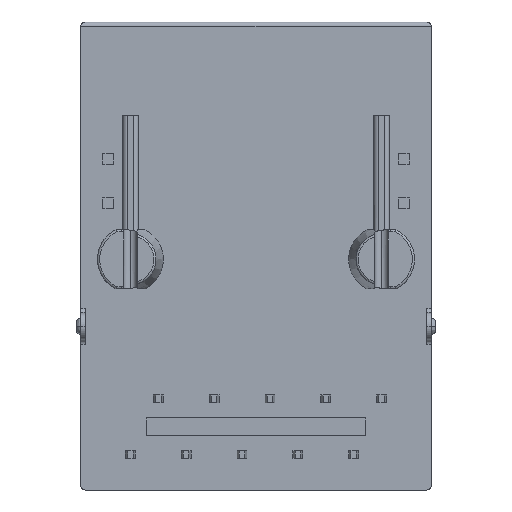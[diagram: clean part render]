
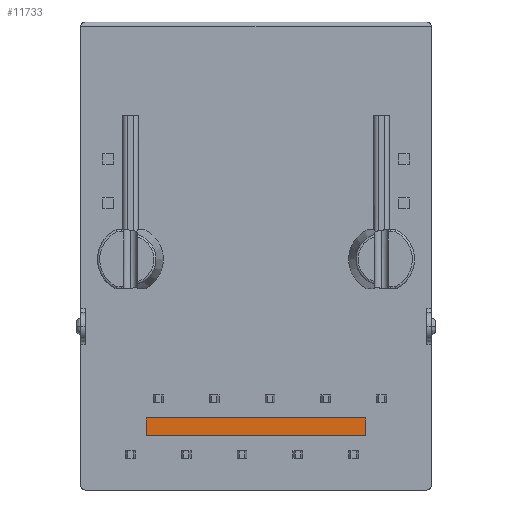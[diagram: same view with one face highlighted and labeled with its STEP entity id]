
A CAD part, front view. The second image highlights one B-rep face of the part: STEP entity #11733.
In plain terms, the highlighted planar face has unit normal (0, -1, 0).
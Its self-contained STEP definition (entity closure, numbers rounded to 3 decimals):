
#145 = FACE_OUTER_BOUND ( 'NONE', #15780, .T. ) ;
#848 = ORIENTED_EDGE ( 'NONE', *, *, #21455, .T. ) ;
#2201 = CARTESIAN_POINT ( 'NONE',  ( 13.175, 3.65, -18.02 ) ) ;
#3511 = EDGE_CURVE ( 'NONE', #7880, #22606, #14926, .T. ) ;
#5092 = CARTESIAN_POINT ( 'NONE',  ( 3.175, 3.65, -18.82 ) ) ;
#5108 = LINE ( 'NONE', #11906, #19760 ) ;
#5514 = ORIENTED_EDGE ( 'NONE', *, *, #16565, .T. ) ;
#6126 = DIRECTION ( 'NONE',  ( 1., 0., 0. ) ) ;
#7268 = CARTESIAN_POINT ( 'NONE',  ( 3.175, 3.65, -18.02 ) ) ;
#7779 = DIRECTION ( 'NONE',  ( 0., 0., 1. ) ) ;
#7880 = VERTEX_POINT ( 'NONE', #2201 ) ;
#9189 = LINE ( 'NONE', #20532, #16400 ) ;
#9491 = CARTESIAN_POINT ( 'NONE',  ( 13.175, 3.65, -18.82 ) ) ;
#9786 = AXIS2_PLACEMENT_3D ( 'NONE', #22161, #13668, #19754 ) ;
#11515 = VERTEX_POINT ( 'NONE', #5092 ) ;
#11733 = ADVANCED_FACE ( 'NONE', ( #145 ), #21866, .T. ) ;
#11906 = CARTESIAN_POINT ( 'NONE',  ( 13.175, 3.65, -18.82 ) ) ;
#13668 = DIRECTION ( 'NONE',  ( 0., -1., 0. ) ) ;
#14612 = VECTOR ( 'NONE', #21030, 1000. ) ;
#14683 = EDGE_CURVE ( 'NONE', #17176, #7880, #5108, .T. ) ;
#14926 = LINE ( 'NONE', #28059, #14612 ) ;
#15075 = VECTOR ( 'NONE', #6126, 1000. ) ;
#15780 = EDGE_LOOP ( 'NONE', ( #20903, #848, #5514, #23735 ) ) ;
#15868 = DIRECTION ( 'NONE',  ( 0., 0., -1. ) ) ;
#16400 = VECTOR ( 'NONE', #15868, 1000. ) ;
#16565 = EDGE_CURVE ( 'NONE', #11515, #17176, #16908, .T. ) ;
#16908 = LINE ( 'NONE', #25506, #15075 ) ;
#17176 = VERTEX_POINT ( 'NONE', #9491 ) ;
#19754 = DIRECTION ( 'NONE',  ( 0., 0., -1. ) ) ;
#19760 = VECTOR ( 'NONE', #7779, 1000. ) ;
#20532 = CARTESIAN_POINT ( 'NONE',  ( 3.175, 3.65, -18.02 ) ) ;
#20903 = ORIENTED_EDGE ( 'NONE', *, *, #3511, .T. ) ;
#21030 = DIRECTION ( 'NONE',  ( -1., 0., 0. ) ) ;
#21455 = EDGE_CURVE ( 'NONE', #22606, #11515, #9189, .T. ) ;
#21866 = PLANE ( 'NONE',  #9786 ) ;
#22161 = CARTESIAN_POINT ( 'NONE',  ( 8.175, 3.65, -21.3 ) ) ;
#22606 = VERTEX_POINT ( 'NONE', #7268 ) ;
#23735 = ORIENTED_EDGE ( 'NONE', *, *, #14683, .T. ) ;
#25506 = CARTESIAN_POINT ( 'NONE',  ( 3.175, 3.65, -18.82 ) ) ;
#28059 = CARTESIAN_POINT ( 'NONE',  ( 13.175, 3.65, -18.02 ) ) ;
